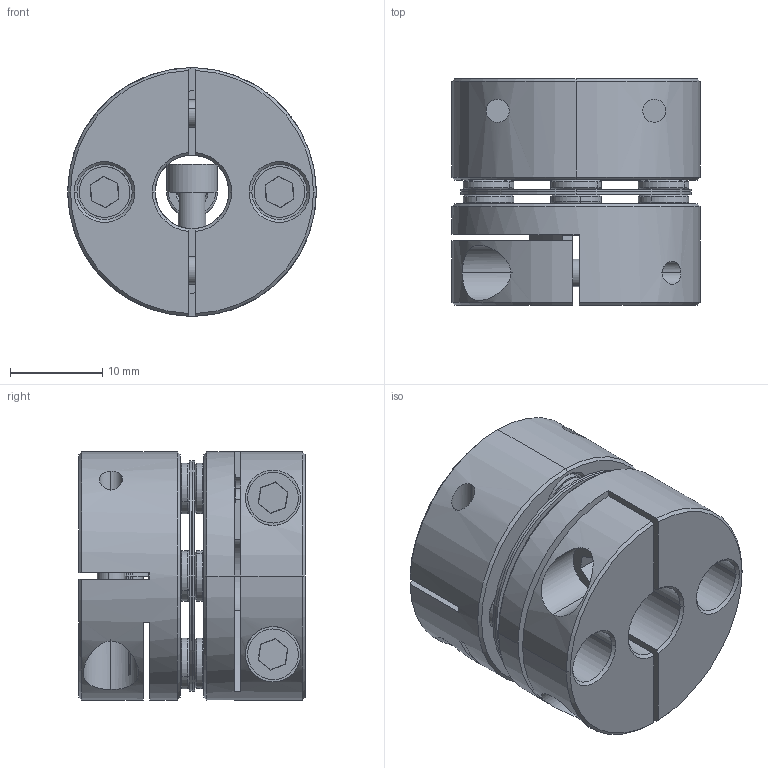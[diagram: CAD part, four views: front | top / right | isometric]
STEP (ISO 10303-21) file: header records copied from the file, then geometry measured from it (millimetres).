
FILE_DESCRIPTION(('HOOPS Exchange Step'),'2;1');
FILE_NAME('export-A6BC384A-7CF7-484A-85AC-D1A48DD7C13E.stp','2024-06-08T15:54:29+02:00',('Engineering'),('Alibre'),'HOOPS Exchange 2023.0','Alibre','Unknown authorisation');
FILE_SCHEMA( ('AP242_MANAGED_MODEL_BASED_3D_ENGINEERING_MIM_LF {1 0 10303 442 1 1 4 }') );
Length unit declared in the file: millimetre
Products named in the file (7): 6873-2 DIN912 M3 L=7mm; 6873-1 HUB 8mm; 6873-5 Flex disc; 6873-6 Center ring; 6873-2 DIN912 M3 L=6mm; 6873-4 HUB 8mm assembly; 6873 ShaftCoupler DCNC-D27-L25-B8.00-B8.00mm
Assembly tree (21 placements, depth 3):
  6873 ShaftCoupler DCNC-D27-L25-B8.00-B8.00mm
    6873-2 DIN912 M3 L=7mm  x4
    6873-1 HUB 8mm
    6873-4 HUB 8mm assembly
      6873-5 Flex disc  x2
      6873-6 Center ring  x8
      6873-2 DIN912 M3 L=6mm  x4
      6873-1 HUB 8mm
Bounding box: 27 x 24.6 x 27 mm (x, y, z)
Volume: 14214 mm3; surface area: 15050 mm2
Topology: 25 solids, 25 shells, 548 faces, 1323 edges, 830 vertices
Faces by surface type: cylinder 217, plane 163, cone 150, torus 18
Entity records: 4911 total; most frequent: CARTESIAN_POINT 1044, DIRECTION 803, ORIENTED_EDGE 690, EDGE_CURVE 345, AXIS2_PLACEMENT_3D 325, VERTEX_POINT 218, EDGE_LOOP 167, FACE_BOUND 167
